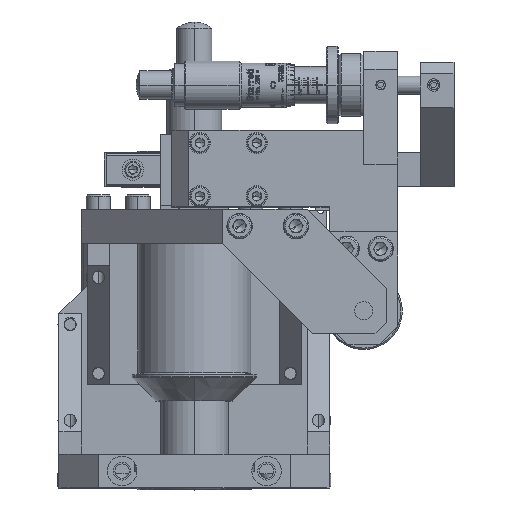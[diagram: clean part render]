
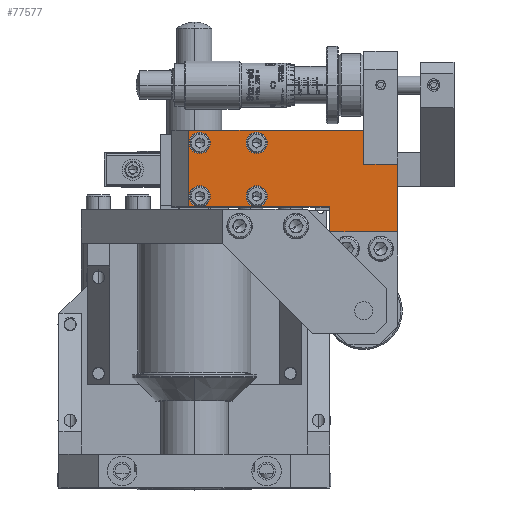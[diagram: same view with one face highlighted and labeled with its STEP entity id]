
A CAD part, top view. The second image highlights one B-rep face of the part: STEP entity #77577.
In plain terms, the highlighted planar face has unit normal (0, 0, 1).
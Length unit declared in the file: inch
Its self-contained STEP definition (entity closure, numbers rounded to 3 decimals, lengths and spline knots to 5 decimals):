
#11167 = CARTESIAN_POINT ( 'NONE',  ( 2.25, 3.959, 2.125 ) ) ;
#11170 = DIRECTION ( 'NONE',  ( 0., -1., 0. ) ) ;
#11257 = CARTESIAN_POINT ( 'NONE',  ( 0.06004, 3.22722, 2.125 ) ) ;
#11262 = DIRECTION ( 'NONE',  ( 0., 0., 1. ) ) ;
#11264 = DIRECTION ( 'NONE',  ( 1., 0., 0. ) ) ;
#11271 = CARTESIAN_POINT ( 'NONE',  ( -0.0625, 3.959, 2.125 ) ) ;
#11273 = DIRECTION ( 'NONE',  ( 0., -1., 0. ) ) ;
#11275 = CARTESIAN_POINT ( 'NONE',  ( 0.68996, 3.22722, 2.125 ) ) ;
#11285 = DIRECTION ( 'NONE',  ( 0., 0., 1. ) ) ;
#11287 = DIRECTION ( 'NONE',  ( 1., 0., 0. ) ) ;
#11289 = CARTESIAN_POINT ( 'NONE',  ( 0.68996, 3.81778, 2.125 ) ) ;
#11295 = DIRECTION ( 'NONE',  ( 0., 0., 1. ) ) ;
#11297 = DIRECTION ( 'NONE',  ( 1., 0., 0. ) ) ;
#11364 = CARTESIAN_POINT ( 'NONE',  ( 1.5, 5.8387, 2.125 ) ) ;
#11365 = DIRECTION ( 'NONE',  ( 0., -1., 0. ) ) ;
#11440 = CARTESIAN_POINT ( 'NONE',  ( 0.68996, 3.81778, 2.125 ) ) ;
#11449 = DIRECTION ( 'NONE',  ( 0., 0., 1. ) ) ;
#11450 = DIRECTION ( 'NONE',  ( 1., 0., 0. ) ) ;
#11475 = CARTESIAN_POINT ( 'NONE',  ( 0.06004, 3.81778, 2.125 ) ) ;
#11488 = DIRECTION ( 'NONE',  ( 0., 0., 1. ) ) ;
#11489 = DIRECTION ( 'NONE',  ( 1., 0., 0. ) ) ;
#11492 = CARTESIAN_POINT ( 'NONE',  ( 0.68996, 3.22722, 2.125 ) ) ;
#11497 = CARTESIAN_POINT ( 'NONE',  ( 1.875, 3.584, 2.125 ) ) ;
#11502 = DIRECTION ( 'NONE',  ( 0., 0., 1. ) ) ;
#11504 = DIRECTION ( 'NONE',  ( 1., 0., 0. ) ) ;
#11507 = DIRECTION ( 'NONE',  ( 1., 0., 0. ) ) ;
#11518 = CARTESIAN_POINT ( 'NONE',  ( 0.06004, 3.22722, 2.125 ) ) ;
#11526 = DIRECTION ( 'NONE',  ( 0., 0., 1. ) ) ;
#11528 = DIRECTION ( 'NONE',  ( 1., 0., 0. ) ) ;
#11539 = CARTESIAN_POINT ( 'NONE',  ( 1.5, 2.834, 2.125 ) ) ;
#11543 = DIRECTION ( 'NONE',  ( -1., 0., 0. ) ) ;
#11563 = DIRECTION ( 'NONE',  ( 0., 0., 1. ) ) ;
#11582 = CARTESIAN_POINT ( 'NONE',  ( 0.06004, 3.81778, 2.125 ) ) ;
#11588 = DIRECTION ( 'NONE',  ( 1., 0., 0. ) ) ;
#11591 = CARTESIAN_POINT ( 'NONE',  ( 1.875, 3.959, 2.125 ) ) ;
#11615 = DIRECTION ( 'NONE',  ( 0., -1., 0. ) ) ;
#12287 = AXIS2_PLACEMENT_3D ( 'NONE', #11257, #11262, #11264 ) ;
#12291 = AXIS2_PLACEMENT_3D ( 'NONE', #11275, #11285, #11287 ) ;
#12297 = AXIS2_PLACEMENT_3D ( 'NONE', #11289, #11295, #11297 ) ;
#12326 = AXIS2_PLACEMENT_3D ( 'NONE', #11440, #11449, #11450 ) ;
#12331 = AXIS2_PLACEMENT_3D ( 'NONE', #11492, #11502, #11504 ) ;
#12341 = AXIS2_PLACEMENT_3D ( 'NONE', #11475, #11488, #11489 ) ;
#12348 = AXIS2_PLACEMENT_3D ( 'NONE', #11518, #11526, #11528 ) ;
#12358 = AXIS2_PLACEMENT_3D ( 'NONE', #11582, #11563, #11588 ) ;
#15094 = VECTOR ( 'NONE', #11170, 39.37008 ) ;
#15098 = LINE ( 'NONE', #11167, #15094 ) ;
#15151 = LINE ( 'NONE', #11271, #15156 ) ;
#15155 = CIRCLE ( 'NONE', #12287, 0.117 ) ;
#15156 = VECTOR ( 'NONE', #11273, 39.37008 ) ;
#15166 = CIRCLE ( 'NONE', #12291, 0.117 ) ;
#15173 = CIRCLE ( 'NONE', #12297, 0.117 ) ;
#15192 = VECTOR ( 'NONE', #11365, 39.37008 ) ;
#15199 = LINE ( 'NONE', #11364, #15192 ) ;
#15251 = CIRCLE ( 'NONE', #12326, 0.117 ) ;
#15277 = CIRCLE ( 'NONE', #12341, 0.117 ) ;
#15281 = VECTOR ( 'NONE', #11507, 39.37008 ) ;
#15285 = LINE ( 'NONE', #11497, #15281 ) ;
#15287 = CIRCLE ( 'NONE', #12331, 0.117 ) ;
#15295 = LINE ( 'NONE', #11539, #15310 ) ;
#15305 = CIRCLE ( 'NONE', #12348, 0.117 ) ;
#15310 = VECTOR ( 'NONE', #11543, 39.37008 ) ;
#15335 = VECTOR ( 'NONE', #11615, 39.37008 ) ;
#15339 = CIRCLE ( 'NONE', #12358, 0.117 ) ;
#15350 = LINE ( 'NONE', #11591, #15335 ) ;
#43980 = VECTOR ( 'NONE', #45697, 39.37008 ) ;
#43992 = LINE ( 'NONE', #45688, #43980 ) ;
#44024 = LINE ( 'NONE', #45749, #44025 ) ;
#44025 = VECTOR ( 'NONE', #45750, 39.37008 ) ;
#45688 = CARTESIAN_POINT ( 'NONE',  ( 1.5, 3.109, 2.125 ) ) ;
#45697 = DIRECTION ( 'NONE',  ( 1., 0., 0. ) ) ;
#45749 = CARTESIAN_POINT ( 'NONE',  ( 2.25, 3.959, 2.125 ) ) ;
#45750 = DIRECTION ( 'NONE',  ( 1., 0., 0. ) ) ;
#48918 = CARTESIAN_POINT ( 'NONE',  ( -0.0625, 3.109, 2.125 ) ) ;
#48920 = CARTESIAN_POINT ( 'NONE',  ( -0.0625, 3.959, 2.125 ) ) ;
#48923 = CARTESIAN_POINT ( 'NONE',  ( 1.5, 3.109, 2.125 ) ) ;
#48969 = CARTESIAN_POINT ( 'NONE',  ( 1.875, 3.959, 2.125 ) ) ;
#49004 = CARTESIAN_POINT ( 'NONE',  ( 1.875, 3.584, 2.125 ) ) ;
#49040 = CARTESIAN_POINT ( 'NONE',  ( 2.25, 3.584, 2.125 ) ) ;
#49044 = CARTESIAN_POINT ( 'NONE',  ( 1.5, 2.834, 2.125 ) ) ;
#49055 = CARTESIAN_POINT ( 'NONE',  ( 2.25, 2.834, 2.125 ) ) ;
#50359 = CARTESIAN_POINT ( 'NONE',  ( 0.80696, 3.81778, 2.125 ) ) ;
#50371 = CARTESIAN_POINT ( 'NONE',  ( -0.05696, 3.81778, 2.125 ) ) ;
#50393 = CARTESIAN_POINT ( 'NONE',  ( 0.17704, 3.22722, 2.125 ) ) ;
#50395 = CARTESIAN_POINT ( 'NONE',  ( 0.57296, 3.22722, 2.125 ) ) ;
#50400 = CARTESIAN_POINT ( 'NONE',  ( 0.57296, 3.81778, 2.125 ) ) ;
#50403 = CARTESIAN_POINT ( 'NONE',  ( -0.05696, 3.22722, 2.125 ) ) ;
#50425 = CARTESIAN_POINT ( 'NONE',  ( 0.17704, 3.81778, 2.125 ) ) ;
#50433 = CARTESIAN_POINT ( 'NONE',  ( 0.80696, 3.22722, 2.125 ) ) ;
#61672 = EDGE_CURVE ( 'NONE', #68335, #68341, #43992, .T. ) ;
#61693 = EDGE_CURVE ( 'NONE', #68337, #68400, #44024, .T. ) ;
#68335 = VERTEX_POINT ( 'NONE', #48918 ) ;
#68337 = VERTEX_POINT ( 'NONE', #48920 ) ;
#68341 = VERTEX_POINT ( 'NONE', #48923 ) ;
#68400 = VERTEX_POINT ( 'NONE', #48969 ) ;
#68447 = VERTEX_POINT ( 'NONE', #49004 ) ;
#68497 = VERTEX_POINT ( 'NONE', #49040 ) ;
#68505 = VERTEX_POINT ( 'NONE', #49044 ) ;
#68520 = VERTEX_POINT ( 'NONE', #49055 ) ;
#68978 = VERTEX_POINT ( 'NONE', #50359 ) ;
#68999 = VERTEX_POINT ( 'NONE', #50371 ) ;
#69039 = VERTEX_POINT ( 'NONE', #50393 ) ;
#69043 = VERTEX_POINT ( 'NONE', #50395 ) ;
#69051 = VERTEX_POINT ( 'NONE', #50400 ) ;
#69056 = VERTEX_POINT ( 'NONE', #50403 ) ;
#69096 = VERTEX_POINT ( 'NONE', #50425 ) ;
#69110 = VERTEX_POINT ( 'NONE', #50433 ) ;
#77577 = ADVANCED_FACE ( 'NONE', ( #108368, #108365, #108393, #108397, #108294 ), #105960, .F. ) ;
#77913 = ORIENTED_EDGE ( 'NONE', *, *, #82045, .F. ) ;
#77915 = ORIENTED_EDGE ( 'NONE', *, *, #82087, .F. ) ;
#77916 = ORIENTED_EDGE ( 'NONE', *, *, #81996, .T. ) ;
#77918 = ORIENTED_EDGE ( 'NONE', *, *, #82069, .F. ) ;
#77920 = ORIENTED_EDGE ( 'NONE', *, *, #81920, .F. ) ;
#77922 = ORIENTED_EDGE ( 'NONE', *, *, #82054, .F. ) ;
#77923 = ORIENTED_EDGE ( 'NONE', *, *, #82097, .F. ) ;
#77925 = ORIENTED_EDGE ( 'NONE', *, *, #61693, .F. ) ;
#77927 = ORIENTED_EDGE ( 'NONE', *, *, #81963, .T. ) ;
#77929 = ORIENTED_EDGE ( 'NONE', *, *, #61672, .T. ) ;
#77930 = ORIENTED_EDGE ( 'NONE', *, *, #81959, .F. ) ;
#77932 = ORIENTED_EDGE ( 'NONE', *, *, #82063, .F. ) ;
#77934 = ORIENTED_EDGE ( 'NONE', *, *, #81967, .F. ) ;
#77936 = ORIENTED_EDGE ( 'NONE', *, *, #82052, .F. ) ;
#77937 = ORIENTED_EDGE ( 'NONE', *, *, #81972, .F. ) ;
#77939 = ORIENTED_EDGE ( 'NONE', *, *, #82028, .F. ) ;
#81920 = EDGE_CURVE ( 'NONE', #68497, #68520, #15098, .T. ) ;
#81959 = EDGE_CURVE ( 'NONE', #69039, #69056, #15155, .T. ) ;
#81963 = EDGE_CURVE ( 'NONE', #68337, #68335, #15151, .T. ) ;
#81967 = EDGE_CURVE ( 'NONE', #69110, #69043, #15166, .T. ) ;
#81972 = EDGE_CURVE ( 'NONE', #68978, #69051, #15173, .T. ) ;
#81996 = EDGE_CURVE ( 'NONE', #68341, #68505, #15199, .T. ) ;
#82028 = EDGE_CURVE ( 'NONE', #69051, #68978, #15251, .T. ) ;
#82045 = EDGE_CURVE ( 'NONE', #69096, #68999, #15277, .T. ) ;
#82052 = EDGE_CURVE ( 'NONE', #69043, #69110, #15287, .T. ) ;
#82054 = EDGE_CURVE ( 'NONE', #68447, #68497, #15285, .T. ) ;
#82063 = EDGE_CURVE ( 'NONE', #69056, #69039, #15305, .T. ) ;
#82069 = EDGE_CURVE ( 'NONE', #68520, #68505, #15295, .T. ) ;
#82087 = EDGE_CURVE ( 'NONE', #68999, #69096, #15339, .T. ) ;
#82097 = EDGE_CURVE ( 'NONE', #68400, #68447, #15350, .T. ) ;
#91822 = EDGE_LOOP ( 'NONE', ( #77913, #77915 ) ) ;
#91834 = EDGE_LOOP ( 'NONE', ( #77934, #77936 ) ) ;
#91835 = EDGE_LOOP ( 'NONE', ( #77930, #77932 ) ) ;
#91837 = EDGE_LOOP ( 'NONE', ( #77916, #77918, #77920, #77922, #77923, #77925, #77927, #77929 ) ) ;
#98083 = AXIS2_PLACEMENT_3D ( 'NONE', #105968, #105981, #105982 ) ;
#105960 = PLANE ( 'NONE',  #98083 ) ;
#105968 = CARTESIAN_POINT ( 'NONE',  ( 2.25, 3.959, 2.125 ) ) ;
#105981 = DIRECTION ( 'NONE',  ( 0., 0., -1. ) ) ;
#105982 = DIRECTION ( 'NONE',  ( -1., 0., 0. ) ) ;
#108294 = FACE_BOUND ( 'NONE', #123452, .T. ) ;
#108365 = FACE_OUTER_BOUND ( 'NONE', #91837, .T. ) ;
#108368 = FACE_BOUND ( 'NONE', #91822, .T. ) ;
#108393 = FACE_BOUND ( 'NONE', #91835, .T. ) ;
#108397 = FACE_BOUND ( 'NONE', #91834, .T. ) ;
#123452 = EDGE_LOOP ( 'NONE', ( #77937, #77939 ) ) ;
